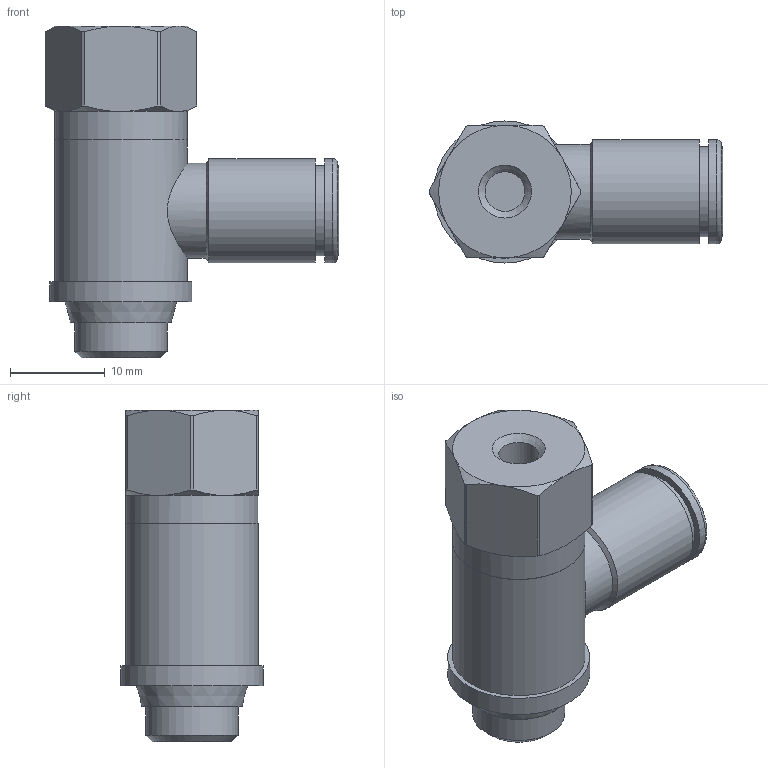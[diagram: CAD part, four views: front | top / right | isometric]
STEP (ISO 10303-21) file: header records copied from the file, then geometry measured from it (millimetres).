
FILE_DESCRIPTION(/* description */ (''),/* implementation_level */ '2;1');
FILE_NAME(/* name */ 'stop_186_msv.stp',/* time_stamp */ '2022-09-21T14:48:55+02:00',/* author */ ('leitheußer'),/* organization */ (''),/* preprocessor_version */ 'ST-DEVELOPER v16.13',/* originating_system */ 'Autodesk Inventor LT',/* authorisation */ '');
FILE_SCHEMA (('AUTOMOTIVE_DESIGN { 1 0 10303 214 3 1 1 }'));
Length unit declared in the file: millimetre
Products named in the file (1): B204815_IPSO_048_6_1-8_21.09.22
Bounding box: 31 x 15 x 35 mm (x, y, z)
Volume: 5697.3 mm3; surface area: 4805.2 mm2
Topology: 4 solids, 4 shells, 77 faces, 185 edges, 122 vertices
Faces by surface type: cone 28, cylinder 25, plane 22, torus 2
Full cylindrical faces by diameter (mm): 4.2 x1, 5 x1, 6.1 x1, 6.2 x1, 6.7 x1, 8.3 x1, 9 x1, 9.5 x1, 9.6 x1, 9.728 x1, 9.73 x1, 9.9 x1, 10 x1, 10.5 x1, 11 x2, 14 x2, 15 x1
Entity records: 2866 total; most frequent: CARTESIAN_POINT 1236, DIRECTION 348, ORIENTED_EDGE 266, AXIS2_PLACEMENT_3D 163, EDGE_CURVE 133, EDGE_LOOP 130, VERTEX_POINT 109, CIRCLE 80
